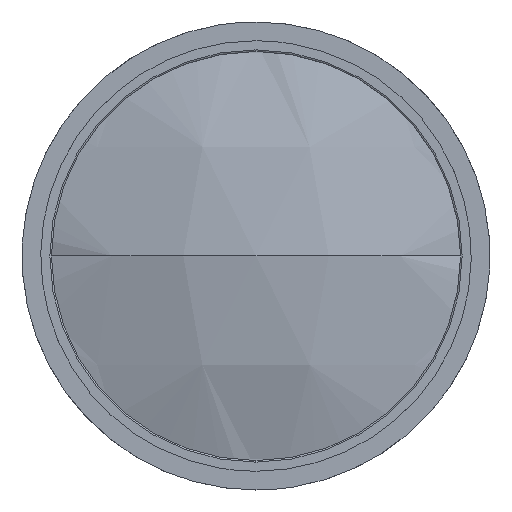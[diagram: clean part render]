
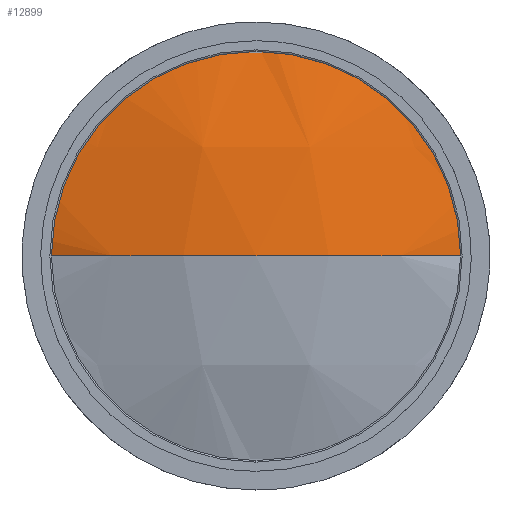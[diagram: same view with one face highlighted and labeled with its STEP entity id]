
A CAD part, left-side view. The second image highlights one B-rep face of the part: STEP entity #12899.
In plain terms, the highlighted spherical face has radius 103.562 mm.
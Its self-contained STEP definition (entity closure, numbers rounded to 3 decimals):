
#339 = B_SPLINE_CURVE_WITH_KNOTS ( 'NONE', 3,
 ( #14051, #11340, #2920, #12518, #1463, #13965, #11159, #6995, #16692, #15154, #1552, #15238, #11073, #4018, #2737, #8445, #4361, #8260 ),
 .UNSPECIFIED., .F., .F.,
 ( 4, 2, 2, 2, 2, 2, 2, 2, 4 ),
 ( 0.5, 0.563, 0.625, 0.688, 0.75, 0.813, 0.875, 0.938, 1. ),
 .UNSPECIFIED. ) ;
#555 = CARTESIAN_POINT ( 'NONE',  ( -13.048, 0., -124.161 ) ) ;
#742 = CARTESIAN_POINT ( 'NONE',  ( -13.398, 5.262, -124.171 ) ) ;
#923 = CARTESIAN_POINT ( 'NONE',  ( -13.398, 36.133, -146.297 ) ) ;
#1009 = CARTESIAN_POINT ( 'NONE',  ( -13.398, 31.963, -139.59 ) ) ;
#1463 = CARTESIAN_POINT ( 'NONE',  ( -13.398, -38.147, -151.158 ) ) ;
#1552 = CARTESIAN_POINT ( 'NONE',  ( -13.398, -24.522, -132.148 ) ) ;
#1786 = CARTESIAN_POINT ( 'NONE',  ( -13.048, 39.95, -164.111 ) ) ;
#2261 = SPHERICAL_SURFACE ( 'NONE', #3819, 103.562 ) ;
#2737 = CARTESIAN_POINT ( 'NONE',  ( -13.398, -10.423, -125.197 ) ) ;
#2761 = CARTESIAN_POINT ( 'NONE',  ( 82.954, 0., -164.111 ) ) ;
#2920 = CARTESIAN_POINT ( 'NONE',  ( -13.398, -39.941, -158.849 ) ) ;
#3345 = ORIENTED_EDGE ( 'NONE', *, *, #11148, .F. ) ;
#3612 = CARTESIAN_POINT ( 'NONE',  ( 82.954, 0., -164.111 ) ) ;
#3752 = CARTESIAN_POINT ( 'NONE',  ( -13.398, 12.953, -125.965 ) ) ;
#3819 = AXIS2_PLACEMENT_3D ( 'NONE', #5250, #17653, #17382 ) ;
#4018 = CARTESIAN_POINT ( 'NONE',  ( -13.398, -12.953, -125.965 ) ) ;
#4041 = DIRECTION ( 'NONE',  ( 1., 0., 0. ) ) ;
#4361 = CARTESIAN_POINT ( 'NONE',  ( -13.398, -2.631, -123.911 ) ) ;
#4498 = EDGE_CURVE ( 'NONE', #7764, #14609, #16447, .T. ) ;
#5032 = CIRCLE ( 'NONE', #7926, 103.562 ) ;
#5199 = CARTESIAN_POINT ( 'NONE',  ( -13.398, 26.565, -133.825 ) ) ;
#5250 = CARTESIAN_POINT ( 'NONE',  ( 82.954, 0., -164.111 ) ) ;
#6077 = CARTESIAN_POINT ( 'NONE',  ( -13.048, -39.95, -164.111 ) ) ;
#6278 = CARTESIAN_POINT ( 'NONE',  ( -13.398, 17.815, -127.978 ) ) ;
#6551 = CARTESIAN_POINT ( 'NONE',  ( -13.398, 38.914, -153.688 ) ) ;
#6817 = VERTEX_POINT ( 'NONE', #555 ) ;
#6995 = CARTESIAN_POINT ( 'NONE',  ( -13.398, -31.963, -139.59 ) ) ;
#7764 = VERTEX_POINT ( 'NONE', #1786 ) ;
#7926 = AXIS2_PLACEMENT_3D ( 'NONE', #3612, #10309, #15935 ) ;
#8260 = CARTESIAN_POINT ( 'NONE',  ( -13.398, 0., -123.911 ) ) ;
#8445 = CARTESIAN_POINT ( 'NONE',  ( -13.398, -5.262, -124.171 ) ) ;
#9086 = CARTESIAN_POINT ( 'NONE',  ( -13.398, 39.941, -158.849 ) ) ;
#9175 = CARTESIAN_POINT ( 'NONE',  ( -13.398, 24.522, -132.148 ) ) ;
#9267 = CARTESIAN_POINT ( 'NONE',  ( -13.398, 34.887, -143.965 ) ) ;
#9348 = ORIENTED_EDGE ( 'NONE', *, *, #14868, .F. ) ;
#9351 = CARTESIAN_POINT ( 'NONE',  ( -13.398, 30.286, -137.546 ) ) ;
#10070 = AXIS2_PLACEMENT_3D ( 'NONE', #2761, #13818, #4041 ) ;
#10309 = DIRECTION ( 'NONE',  ( 0., 0., -1. ) ) ;
#10393 = VERTEX_POINT ( 'NONE', #6077 ) ;
#10442 = CARTESIAN_POINT ( 'NONE',  ( -13.398, 38.147, -151.158 ) ) ;
#10484 = CARTESIAN_POINT ( 'NONE',  ( -20.608, 0., -164.111 ) ) ;
#10592 = ORIENTED_EDGE ( 'NONE', *, *, #4498, .F. ) ;
#10625 = CARTESIAN_POINT ( 'NONE',  ( -13.398, 0., -123.911 ) ) ;
#10676 = FACE_OUTER_BOUND ( 'NONE', #15326, .T. ) ;
#11073 = CARTESIAN_POINT ( 'NONE',  ( -13.398, -17.815, -127.978 ) ) ;
#11148 = EDGE_CURVE ( 'NONE', #10393, #6817, #339, .T. ) ;
#11159 = CARTESIAN_POINT ( 'NONE',  ( -13.398, -34.887, -143.965 ) ) ;
#11340 = CARTESIAN_POINT ( 'NONE',  ( -13.398, -40.2, -161.48 ) ) ;
#11896 = CARTESIAN_POINT ( 'NONE',  ( -13.398, 40.2, -161.48 ) ) ;
#12229 = B_SPLINE_CURVE_WITH_KNOTS ( 'NONE', 3,
 ( #10625, #13528, #742, #15974, #3752, #6278, #17330, #9175, #5199, #9351, #1009, #9267, #923, #10442, #6551, #9086, #11896, #17603 ),
 .UNSPECIFIED., .F., .F.,
 ( 4, 2, 2, 2, 2, 2, 2, 2, 4 ),
 ( 0., 0.063, 0.125, 0.188, 0.25, 0.313, 0.375, 0.438, 0.5 ),
 .UNSPECIFIED. ) ;
#12518 = CARTESIAN_POINT ( 'NONE',  ( -13.398, -38.914, -153.688 ) ) ;
#12899 = ADVANCED_FACE ( 'NONE', ( #10676 ), #2261, .F. ) ;
#13528 = CARTESIAN_POINT ( 'NONE',  ( -13.398, 2.631, -123.911 ) ) ;
#13818 = DIRECTION ( 'NONE',  ( 0., 0., 1. ) ) ;
#13965 = CARTESIAN_POINT ( 'NONE',  ( -13.398, -36.133, -146.297 ) ) ;
#14051 = CARTESIAN_POINT ( 'NONE',  ( -13.398, -40.2, -164.111 ) ) ;
#14609 = VERTEX_POINT ( 'NONE', #10484 ) ;
#14868 = EDGE_CURVE ( 'NONE', #6817, #7764, #12229, .T. ) ;
#15154 = CARTESIAN_POINT ( 'NONE',  ( -13.398, -26.565, -133.825 ) ) ;
#15238 = CARTESIAN_POINT ( 'NONE',  ( -13.398, -20.146, -129.225 ) ) ;
#15326 = EDGE_LOOP ( 'NONE', ( #3345, #15971, #10592, #9348 ) ) ;
#15935 = DIRECTION ( 'NONE',  ( -1., 0., 0. ) ) ;
#15971 = ORIENTED_EDGE ( 'NONE', *, *, #16327, .T. ) ;
#15974 = CARTESIAN_POINT ( 'NONE',  ( -13.398, 10.423, -125.197 ) ) ;
#16327 = EDGE_CURVE ( 'NONE', #10393, #14609, #5032, .T. ) ;
#16447 = CIRCLE ( 'NONE', #10070, 103.562 ) ;
#16692 = CARTESIAN_POINT ( 'NONE',  ( -13.398, -30.286, -137.546 ) ) ;
#17330 = CARTESIAN_POINT ( 'NONE',  ( -13.398, 20.146, -129.225 ) ) ;
#17382 = DIRECTION ( 'NONE',  ( 0., 1., 0. ) ) ;
#17603 = CARTESIAN_POINT ( 'NONE',  ( -13.398, 40.2, -164.111 ) ) ;
#17653 = DIRECTION ( 'NONE',  ( 0., 0., -1. ) ) ;
